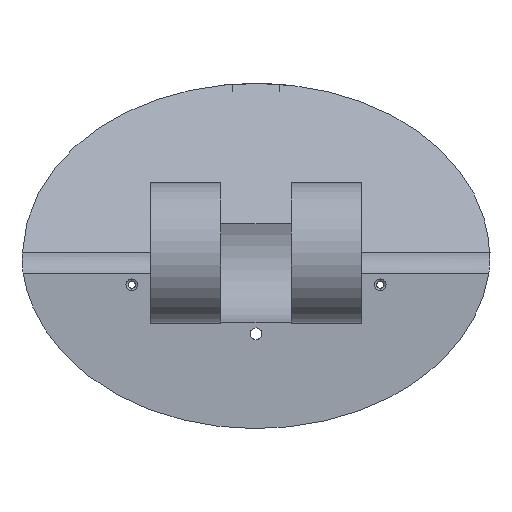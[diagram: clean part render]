
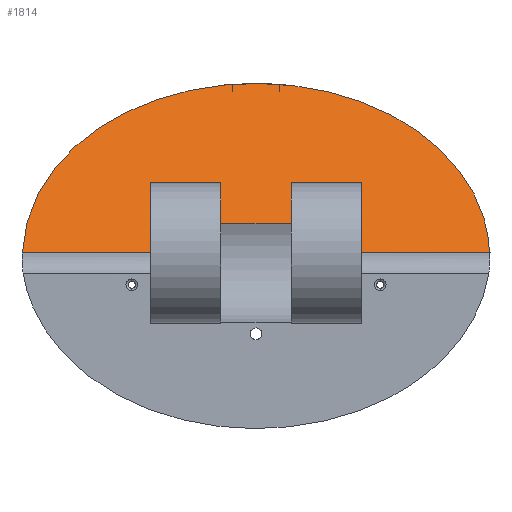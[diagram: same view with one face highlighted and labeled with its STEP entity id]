
A CAD part, front view. The second image highlights one B-rep face of the part: STEP entity #1814.
In plain terms, the highlighted planar face has unit normal (0, -0.707, 0.707).
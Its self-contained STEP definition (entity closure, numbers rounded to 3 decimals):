
#7 = CARTESIAN_POINT ( 'NONE',  ( 4.5, -13.657, 1.821 ) ) ;
#48 = EDGE_CURVE ( 'NONE', #2522, #2362, #1783, .T. ) ;
#50 = CARTESIAN_POINT ( 'NONE',  ( 4.5, -13.657, 1.821 ) ) ;
#120 = CARTESIAN_POINT ( 'NONE',  ( -8.111, -10.734, 4.743 ) ) ;
#131 = CARTESIAN_POINT ( 'NONE',  ( -7.298, -9.998, 5.479 ) ) ;
#142 = FACE_OUTER_BOUND ( 'NONE', #590, .T. ) ;
#160 = CARTESIAN_POINT ( 'NONE',  ( 4.133, -8.32, 7.158 ) ) ;
#259 = ORIENTED_EDGE ( 'NONE', *, *, #2000, .F. ) ;
#324 = VECTOR ( 'NONE', #2204, 1000. ) ;
#326 = CARTESIAN_POINT ( 'NONE',  ( 9.616, -13.043, 2.434 ) ) ;
#337 = CARTESIAN_POINT ( 'NONE',  ( 7.502, -10.165, 5.312 ) ) ;
#365 = CARTESIAN_POINT ( 'NONE',  ( 5.008, -8.652, 6.826 ) ) ;
#382 = EDGE_CURVE ( 'NONE', #583, #1920, #1341, .T. ) ;
#414 = CARTESIAN_POINT ( 'NONE',  ( 4.5, -14.891, 0.586 ) ) ;
#442 = CARTESIAN_POINT ( 'NONE',  ( 9.967, -14.891, 0.586 ) ) ;
#479 = ORIENTED_EDGE ( 'NONE', *, *, #382, .T. ) ;
#501 = ORIENTED_EDGE ( 'NONE', *, *, #2146, .F. ) ;
#508 = CARTESIAN_POINT ( 'NONE',  ( 4.5, -14.891, 0.586 ) ) ;
#514 = VECTOR ( 'NONE', #2505, 1000. ) ;
#516 = CARTESIAN_POINT ( 'NONE',  ( 10., -14.891, 0.586 ) ) ;
#530 = CARTESIAN_POINT ( 'NONE',  ( 2.602, -7.902, 7.576 ) ) ;
#542 = DIRECTION ( 'NONE',  ( 0., -0.707, 0.707 ) ) ;
#544 = CARTESIAN_POINT ( 'NONE',  ( -9.877, -13.959, 1.518 ) ) ;
#558 = CARTESIAN_POINT ( 'NONE',  ( 9.877, -13.954, 1.524 ) ) ;
#562 = DIRECTION ( 'NONE',  ( -1., 0., 0. ) ) ;
#583 = VERTEX_POINT ( 'NONE', #50 ) ;
#590 = EDGE_LOOP ( 'NONE', ( #1643, #2276, #479, #501, #679, #259, #991, #2133 ) ) ;
#667 = VERTEX_POINT ( 'NONE', #2201 ) ;
#679 = ORIENTED_EDGE ( 'NONE', *, *, #48, .F. ) ;
#711 = CARTESIAN_POINT ( 'NONE',  ( -2.627, -7.907, 7.57 ) ) ;
#724 = CARTESIAN_POINT ( 'NONE',  ( -1.329, -7.726, 7.751 ) ) ;
#742 = CARTESIAN_POINT ( 'NONE',  ( -9.683, -13.278, 2.199 ) ) ;
#757 = CARTESIAN_POINT ( 'NONE',  ( 8.1, -10.723, 4.754 ) ) ;
#769 = CARTESIAN_POINT ( 'NONE',  ( -8.938, -11.732, 3.745 ) ) ;
#813 = VECTOR ( 'NONE', #1139, 1000. ) ;
#815 = VECTOR ( 'NONE', #2089, 1000. ) ;
#820 = LINE ( 'NONE', #7, #2528 ) ;
#895 = DIRECTION ( 'NONE',  ( 0., -0.707, -0.707 ) ) ;
#908 = CARTESIAN_POINT ( 'NONE',  ( -7.922, -10.544, 4.933 ) ) ;
#917 = CARTESIAN_POINT ( 'NONE',  ( -9.417, -12.607, 2.87 ) ) ;
#928 = CARTESIAN_POINT ( 'NONE',  ( 8.934, -11.725, 3.752 ) ) ;
#991 = ORIENTED_EDGE ( 'NONE', *, *, #2454, .T. ) ;
#1072 = AXIS2_PLACEMENT_3D ( 'NONE', #2262, #542, #895 ) ;
#1088 = LINE ( 'NONE', #1616, #324 ) ;
#1104 = CARTESIAN_POINT ( 'NONE',  ( -9.308, -12.385, 3.092 ) ) ;
#1118 = CARTESIAN_POINT ( 'NONE',  ( -9.951, -14.421, 1.056 ) ) ;
#1132 = CARTESIAN_POINT ( 'NONE',  ( -1.5, -13.657, 1.821 ) ) ;
#1139 = DIRECTION ( 'NONE',  ( 0., -0.707, -0.707 ) ) ;
#1144 = CARTESIAN_POINT ( 'NONE',  ( -6.117, -9.188, 6.29 ) ) ;
#1158 = CARTESIAN_POINT ( 'NONE',  ( 9.951, -14.421, 1.056 ) ) ;
#1172 = CARTESIAN_POINT ( 'NONE',  ( -4.5, -14.891, 0.586 ) ) ;
#1244 = CARTESIAN_POINT ( 'NONE',  ( -4.5, -14.891, 0.586 ) ) ;
#1322 = CARTESIAN_POINT ( 'NONE',  ( 7.284, -9.987, 5.491 ) ) ;
#1334 = CARTESIAN_POINT ( 'NONE',  ( -7.516, -10.177, 5.3 ) ) ;
#1341 = LINE ( 'NONE', #508, #813 ) ;
#1343 = CARTESIAN_POINT ( 'NONE',  ( -9.967, -14.891, 0.586 ) ) ;
#1364 = CARTESIAN_POINT ( 'NONE',  ( -0.342, -7.666, 7.812 ) ) ;
#1412 = DIRECTION ( 'NONE',  ( 1., 0., 0. ) ) ;
#1421 = LINE ( 'NONE', #1244, #1749 ) ;
#1449 = DIRECTION ( 'NONE',  ( 0., 0.707, 0.707 ) ) ;
#1484 = PLANE ( 'NONE',  #1072 ) ;
#1493 = LINE ( 'NONE', #2080, #815 ) ;
#1499 = CARTESIAN_POINT ( 'NONE',  ( -1.659, -7.763, 7.714 ) ) ;
#1513 = VERTEX_POINT ( 'NONE', #1172 ) ;
#1515 = CARTESIAN_POINT ( 'NONE',  ( 4.429, -8.423, 7.055 ) ) ;
#1531 = CARTESIAN_POINT ( 'NONE',  ( -9.604, -13.053, 2.424 ) ) ;
#1546 = CARTESIAN_POINT ( 'NONE',  ( 8.631, -11.31, 4.167 ) ) ;
#1558 = CARTESIAN_POINT ( 'NONE',  ( -4.157, -8.327, 7.15 ) ) ;
#1616 = CARTESIAN_POINT ( 'NONE',  ( -4.5, -13.657, 1.821 ) ) ;
#1643 = ORIENTED_EDGE ( 'NONE', *, *, #1846, .F. ) ;
#1689 = CARTESIAN_POINT ( 'NONE',  ( -4.455, -8.432, 7.045 ) ) ;
#1700 = CARTESIAN_POINT ( 'NONE',  ( -5.034, -8.662, 6.815 ) ) ;
#1721 = EDGE_CURVE ( 'NONE', #2169, #2509, #1088, .T. ) ;
#1731 = CARTESIAN_POINT ( 'NONE',  ( 6.1, -9.177, 6.3 ) ) ;
#1749 = VECTOR ( 'NONE', #1449, 1000. ) ;
#1783 = B_SPLINE_CURVE_WITH_KNOTS ( 'NONE', 3,
 ( #2493, #1118, #544, #742, #1531, #917, #1104, #769, #2140, #120, #908, #1334, #131, #2110, #1144, #1915, #1700, #1689, #1558, #2469, #711, #1499, #724, #2097, #1364, #2336, #2126, #530, #2478, #160, #1515, #365, #2290, #1731, #2507, #1322, #337, #2274, #757, #1546, #928, #2322, #326, #558, #1158, #1902 ),
 .UNSPECIFIED., .F., .F.,
 ( 4, 2, 2, 2, 2, 2, 2, 2, 2, 2, 2, 2, 2, 2, 2, 2, 2, 2, 2, 2, 2, 2, 4 ),
 ( 0., 0.002, 0.003, 0.004, 0.006, 0.007, 0.008, 0.01, 0.011, 0.012, 0.014, 0.015, 0.016, 0.018, 0.02, 0.021, 0.022, 0.024, 0.025, 0.026, 0.028, 0.029, 0.031 ),
 .UNSPECIFIED. ) ;
#1814 = ADVANCED_FACE ( 'NONE', ( #142 ), #1484, .T. ) ;
#1846 = EDGE_CURVE ( 'NONE', #667, #2169, #1887, .T. ) ;
#1877 = CARTESIAN_POINT ( 'NONE',  ( -1.5, -13.657, 1.821 ) ) ;
#1887 = LINE ( 'NONE', #1877, #514 ) ;
#1891 = LINE ( 'NONE', #516, #2489 ) ;
#1902 = CARTESIAN_POINT ( 'NONE',  ( 9.967, -14.891, 0.586 ) ) ;
#1915 = CARTESIAN_POINT ( 'NONE',  ( -5.312, -8.787, 6.69 ) ) ;
#1920 = VERTEX_POINT ( 'NONE', #414 ) ;
#2000 = EDGE_CURVE ( 'NONE', #1513, #2522, #1493, .T. ) ;
#2080 = CARTESIAN_POINT ( 'NONE',  ( 10., -14.891, 0.586 ) ) ;
#2089 = DIRECTION ( 'NONE',  ( -1., 0., 0. ) ) ;
#2097 = CARTESIAN_POINT ( 'NONE',  ( -0.67, -7.678, 7.8 ) ) ;
#2110 = CARTESIAN_POINT ( 'NONE',  ( -6.614, -9.49, 5.987 ) ) ;
#2126 = CARTESIAN_POINT ( 'NONE',  ( 1.3, -7.711, 7.766 ) ) ;
#2133 = ORIENTED_EDGE ( 'NONE', *, *, #1721, .F. ) ;
#2140 = CARTESIAN_POINT ( 'NONE',  ( -8.639, -11.32, 4.158 ) ) ;
#2146 = EDGE_CURVE ( 'NONE', #2362, #1920, #1891, .T. ) ;
#2169 = VERTEX_POINT ( 'NONE', #1132 ) ;
#2201 = CARTESIAN_POINT ( 'NONE',  ( 1.5, -13.657, 1.821 ) ) ;
#2204 = DIRECTION ( 'NONE',  ( -1., 0., 0. ) ) ;
#2262 = CARTESIAN_POINT ( 'NONE',  ( 10., -14.891, 0.586 ) ) ;
#2274 = CARTESIAN_POINT ( 'NONE',  ( 7.91, -10.533, 4.944 ) ) ;
#2276 = ORIENTED_EDGE ( 'NONE', *, *, #2279, .T. ) ;
#2279 = EDGE_CURVE ( 'NONE', #667, #583, #820, .T. ) ;
#2290 = CARTESIAN_POINT ( 'NONE',  ( 5.29, -8.777, 6.701 ) ) ;
#2322 = CARTESIAN_POINT ( 'NONE',  ( 9.428, -12.597, 2.88 ) ) ;
#2336 = CARTESIAN_POINT ( 'NONE',  ( 0.643, -7.664, 7.813 ) ) ;
#2362 = VERTEX_POINT ( 'NONE', #442 ) ;
#2454 = EDGE_CURVE ( 'NONE', #1513, #2509, #1421, .T. ) ;
#2465 = CARTESIAN_POINT ( 'NONE',  ( -4.5, -13.657, 1.821 ) ) ;
#2469 = CARTESIAN_POINT ( 'NONE',  ( -3.252, -8.049, 7.429 ) ) ;
#2478 = CARTESIAN_POINT ( 'NONE',  ( 3.228, -8.043, 7.434 ) ) ;
#2489 = VECTOR ( 'NONE', #562, 1000. ) ;
#2493 = CARTESIAN_POINT ( 'NONE',  ( -9.967, -14.891, 0.586 ) ) ;
#2505 = DIRECTION ( 'NONE',  ( -1., 0., 0. ) ) ;
#2507 = CARTESIAN_POINT ( 'NONE',  ( 6.598, -9.48, 5.997 ) ) ;
#2509 = VERTEX_POINT ( 'NONE', #2465 ) ;
#2522 = VERTEX_POINT ( 'NONE', #1343 ) ;
#2528 = VECTOR ( 'NONE', #1412, 1000. ) ;
